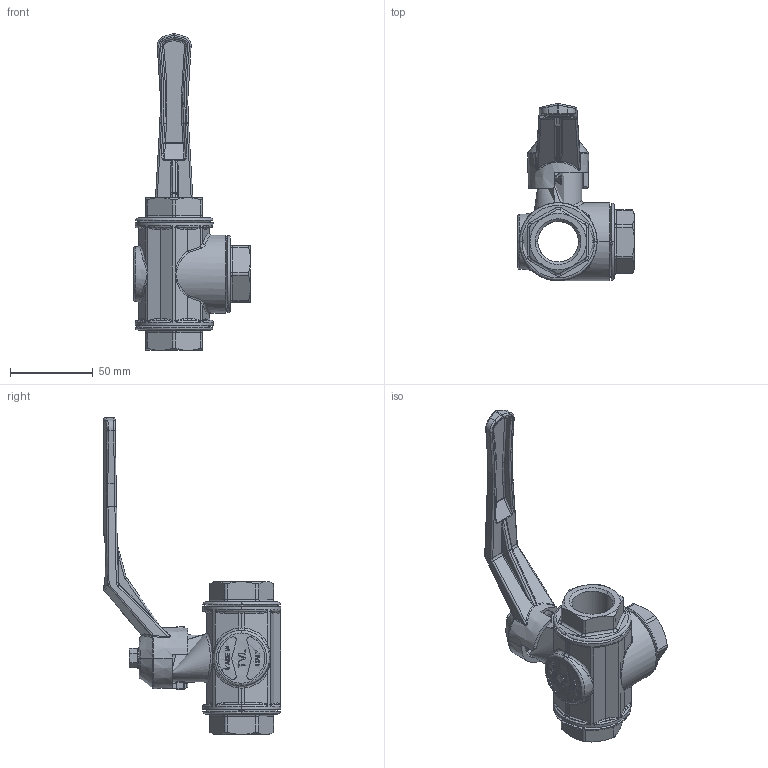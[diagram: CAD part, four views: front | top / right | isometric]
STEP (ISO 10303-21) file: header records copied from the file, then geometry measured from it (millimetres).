
FILE_DESCRIPTION (( 'STEP AP214' ), '1' );
FILE_NAME ('IT-3-WAY12805_T.STEP', '2018-09-14T13:39:36', ( '' ), ( '' ), 'SwSTEP 2.0', 'SolidWorks 2018', '' );
FILE_SCHEMA (( 'AUTOMOTIVE_DESIGN' ));
Length unit declared in the file: millimetre
Products named in the file (1): IT-3-WAY12805_T
Bounding box: 70.5 x 106.76 x 190.94 mm (x, y, z)
Surface area: 38930.8 mm2 (no closed solid volume)
Topology: 0 solids, 6 shells, 660 faces, 1647 edges, 992 vertices
Faces by surface type: plane 226, cylinder 190, bspline 148, torus 44, cone 41, sphere 11
Entity records: 29801 total; most frequent: CARTESIAN_POINT 18341, ORIENTED_EDGE 3163, EDGE_CURVE 1622, B_SPLINE_CURVE_WITH_KNOTS 1541, DIRECTION 1026, VERTEX_POINT 990, EDGE_LOOP 695, ADVANCED_FACE 660
